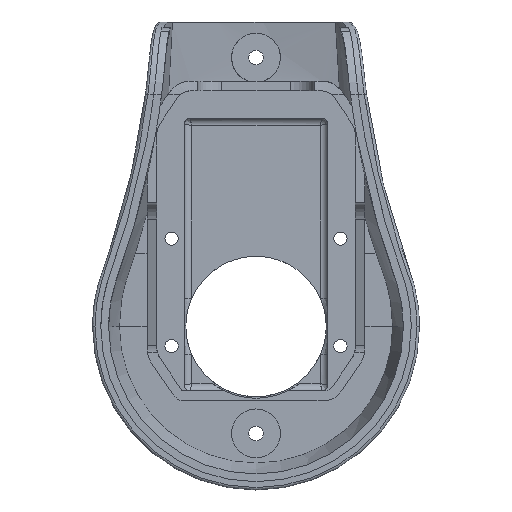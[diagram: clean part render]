
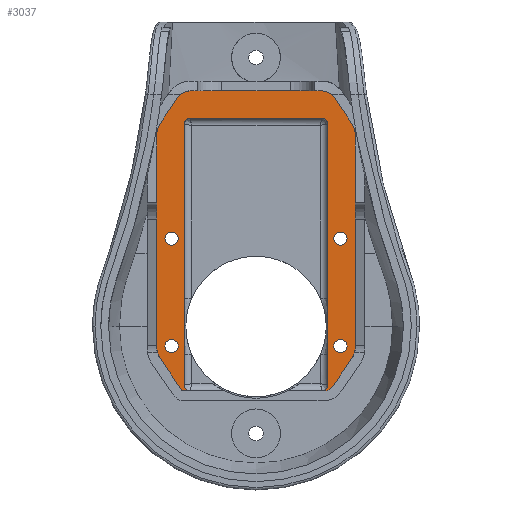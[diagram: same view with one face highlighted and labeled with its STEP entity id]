
A CAD part, left-side view. The second image highlights one B-rep face of the part: STEP entity #3037.
In plain terms, the highlighted planar face has unit normal (-1, 0, 0).
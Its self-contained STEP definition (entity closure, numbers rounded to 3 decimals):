
#67=PLANE('',#3265);
#226=LINE('',#8691,#437);
#234=LINE('',#8786,#445);
#266=LINE('',#9238,#477);
#267=LINE('',#9243,#478);
#268=LINE('',#9248,#479);
#269=LINE('',#9252,#480);
#270=LINE('',#9256,#481);
#271=LINE('',#9260,#482);
#272=LINE('',#9264,#483);
#273=LINE('',#9268,#484);
#274=LINE('',#9272,#485);
#275=LINE('',#9276,#486);
#437=VECTOR('',#3701,1000.);
#445=VECTOR('',#3721,1000.);
#477=VECTOR('',#3813,1000.);
#478=VECTOR('',#3818,1000.);
#479=VECTOR('',#3823,1000.);
#480=VECTOR('',#3826,1000.);
#481=VECTOR('',#3829,1000.);
#482=VECTOR('',#3832,1000.);
#483=VECTOR('',#3835,1000.);
#484=VECTOR('',#3838,1000.);
#485=VECTOR('',#3841,1000.);
#486=VECTOR('',#3844,1000.);
#701=FACE_BOUND('',#1084,.T.);
#702=FACE_BOUND('',#1085,.T.);
#703=FACE_BOUND('',#1086,.T.);
#704=FACE_BOUND('',#1087,.T.);
#879=FACE_OUTER_BOUND('',#1083,.T.);
#1083=EDGE_LOOP('',(#2561,#2562,#2563,#2564,#2565,#2566,#2567,#2568,#2569,
#2570,#2571,#2572,#2573,#2574,#2575,#2576,#2577,#2578,#2579,#2580,#2581,
#2582,#2583,#2584));
#1084=EDGE_LOOP('',(#2585));
#1085=EDGE_LOOP('',(#2586));
#1086=EDGE_LOOP('',(#2587));
#1087=EDGE_LOOP('',(#2588));
#1175=CIRCLE('',#3134,1.35);
#1179=CIRCLE('',#3140,1.35);
#1184=CIRCLE('',#3148,1.35);
#1188=CIRCLE('',#3154,1.35);
#1227=CIRCLE('',#3266,1.2);
#1228=CIRCLE('',#3267,1.2);
#1229=CIRCLE('',#3268,1.2);
#1230=CIRCLE('',#3269,1.2);
#1231=CIRCLE('',#3270,2.2);
#1232=CIRCLE('',#3271,3.2);
#1233=CIRCLE('',#3272,3.2);
#1234=CIRCLE('',#3273,3.2);
#1235=CIRCLE('',#3274,3.2);
#1236=CIRCLE('',#3275,3.2);
#1237=CIRCLE('',#3276,3.2);
#1238=CIRCLE('',#3277,0.767);
#1301=VERTEX_POINT('',#4355);
#1305=VERTEX_POINT('',#4365);
#1315=VERTEX_POINT('',#4425);
#1319=VERTEX_POINT('',#4435);
#1443=VERTEX_POINT('',#8688);
#1444=VERTEX_POINT('',#8690);
#1452=VERTEX_POINT('',#8783);
#1453=VERTEX_POINT('',#8785);
#1481=VERTEX_POINT('',#9236);
#1482=VERTEX_POINT('',#9237);
#1483=VERTEX_POINT('',#9240);
#1484=VERTEX_POINT('',#9242);
#1485=VERTEX_POINT('',#9245);
#1486=VERTEX_POINT('',#9247);
#1487=VERTEX_POINT('',#9249);
#1488=VERTEX_POINT('',#9251);
#1489=VERTEX_POINT('',#9253);
#1490=VERTEX_POINT('',#9255);
#1491=VERTEX_POINT('',#9257);
#1492=VERTEX_POINT('',#9259);
#1493=VERTEX_POINT('',#9261);
#1494=VERTEX_POINT('',#9263);
#1495=VERTEX_POINT('',#9265);
#1496=VERTEX_POINT('',#9267);
#1497=VERTEX_POINT('',#9269);
#1498=VERTEX_POINT('',#9271);
#1499=VERTEX_POINT('',#9273);
#1500=VERTEX_POINT('',#9275);
#1599=EDGE_CURVE('',#1301,#1301,#1175,.T.);
#1603=EDGE_CURVE('',#1305,#1305,#1179,.T.);
#1613=EDGE_CURVE('',#1315,#1315,#1184,.T.);
#1617=EDGE_CURVE('',#1319,#1319,#1188,.T.);
#1806=EDGE_CURVE('',#1443,#1444,#226,.T.);
#1820=EDGE_CURVE('',#1452,#1453,#234,.T.);
#1870=EDGE_CURVE('',#1481,#1482,#266,.T.);
#1871=EDGE_CURVE('',#1482,#1444,#1227,.T.);
#1872=EDGE_CURVE('',#1443,#1483,#1228,.T.);
#1873=EDGE_CURVE('',#1483,#1484,#267,.T.);
#1874=EDGE_CURVE('',#1484,#1453,#1229,.T.);
#1875=EDGE_CURVE('',#1452,#1485,#1230,.T.);
#1876=EDGE_CURVE('',#1485,#1486,#268,.T.);
#1877=EDGE_CURVE('',#1486,#1487,#1231,.T.);
#1878=EDGE_CURVE('',#1487,#1488,#269,.T.);
#1879=EDGE_CURVE('',#1488,#1489,#1232,.T.);
#1880=EDGE_CURVE('',#1489,#1490,#270,.T.);
#1881=EDGE_CURVE('',#1490,#1491,#1233,.T.);
#1882=EDGE_CURVE('',#1491,#1492,#271,.T.);
#1883=EDGE_CURVE('',#1492,#1493,#1234,.T.);
#1884=EDGE_CURVE('',#1493,#1494,#272,.T.);
#1885=EDGE_CURVE('',#1494,#1495,#1235,.T.);
#1886=EDGE_CURVE('',#1495,#1496,#273,.T.);
#1887=EDGE_CURVE('',#1496,#1497,#1236,.T.);
#1888=EDGE_CURVE('',#1497,#1498,#274,.T.);
#1889=EDGE_CURVE('',#1498,#1499,#1237,.T.);
#1890=EDGE_CURVE('',#1499,#1500,#275,.T.);
#1891=EDGE_CURVE('',#1500,#1481,#1238,.T.);
#2561=ORIENTED_EDGE('',*,*,#1870,.T.);
#2562=ORIENTED_EDGE('',*,*,#1871,.T.);
#2563=ORIENTED_EDGE('',*,*,#1806,.F.);
#2564=ORIENTED_EDGE('',*,*,#1872,.T.);
#2565=ORIENTED_EDGE('',*,*,#1873,.T.);
#2566=ORIENTED_EDGE('',*,*,#1874,.T.);
#2567=ORIENTED_EDGE('',*,*,#1820,.F.);
#2568=ORIENTED_EDGE('',*,*,#1875,.T.);
#2569=ORIENTED_EDGE('',*,*,#1876,.T.);
#2570=ORIENTED_EDGE('',*,*,#1877,.T.);
#2571=ORIENTED_EDGE('',*,*,#1878,.T.);
#2572=ORIENTED_EDGE('',*,*,#1879,.T.);
#2573=ORIENTED_EDGE('',*,*,#1880,.T.);
#2574=ORIENTED_EDGE('',*,*,#1881,.T.);
#2575=ORIENTED_EDGE('',*,*,#1882,.T.);
#2576=ORIENTED_EDGE('',*,*,#1883,.T.);
#2577=ORIENTED_EDGE('',*,*,#1884,.T.);
#2578=ORIENTED_EDGE('',*,*,#1885,.T.);
#2579=ORIENTED_EDGE('',*,*,#1886,.T.);
#2580=ORIENTED_EDGE('',*,*,#1887,.T.);
#2581=ORIENTED_EDGE('',*,*,#1888,.T.);
#2582=ORIENTED_EDGE('',*,*,#1889,.T.);
#2583=ORIENTED_EDGE('',*,*,#1890,.T.);
#2584=ORIENTED_EDGE('',*,*,#1891,.T.);
#2585=ORIENTED_EDGE('',*,*,#1617,.T.);
#2586=ORIENTED_EDGE('',*,*,#1613,.T.);
#2587=ORIENTED_EDGE('',*,*,#1603,.T.);
#2588=ORIENTED_EDGE('',*,*,#1599,.T.);
#3037=ADVANCED_FACE('',(#879,#701,#702,#703,#704),#67,.T.);
#3134=AXIS2_PLACEMENT_3D('',#4356,#3429,#3430);
#3140=AXIS2_PLACEMENT_3D('',#4366,#3441,#3442);
#3148=AXIS2_PLACEMENT_3D('',#4426,#3461,#3462);
#3154=AXIS2_PLACEMENT_3D('',#4436,#3473,#3474);
#3265=AXIS2_PLACEMENT_3D('',#9235,#3811,#3812);
#3266=AXIS2_PLACEMENT_3D('',#9239,#3814,#3815);
#3267=AXIS2_PLACEMENT_3D('',#9241,#3816,#3817);
#3268=AXIS2_PLACEMENT_3D('',#9244,#3819,#3820);
#3269=AXIS2_PLACEMENT_3D('',#9246,#3821,#3822);
#3270=AXIS2_PLACEMENT_3D('',#9250,#3824,#3825);
#3271=AXIS2_PLACEMENT_3D('',#9254,#3827,#3828);
#3272=AXIS2_PLACEMENT_3D('',#9258,#3830,#3831);
#3273=AXIS2_PLACEMENT_3D('',#9262,#3833,#3834);
#3274=AXIS2_PLACEMENT_3D('',#9266,#3836,#3837);
#3275=AXIS2_PLACEMENT_3D('',#9270,#3839,#3840);
#3276=AXIS2_PLACEMENT_3D('',#9274,#3842,#3843);
#3277=AXIS2_PLACEMENT_3D('',#9277,#3845,#3846);
#3429=DIRECTION('center_axis',(1.,0.,0.));
#3430=DIRECTION('ref_axis',(0.,0.,-1.));
#3441=DIRECTION('center_axis',(1.,0.,0.));
#3442=DIRECTION('ref_axis',(0.,0.,-1.));
#3461=DIRECTION('center_axis',(1.,0.,0.));
#3462=DIRECTION('ref_axis',(0.,0.,-1.));
#3473=DIRECTION('center_axis',(1.,0.,0.));
#3474=DIRECTION('ref_axis',(0.,0.,-1.));
#3701=DIRECTION('',(0.,0.,-1.));
#3721=DIRECTION('',(0.,0.,1.));
#3811=DIRECTION('center_axis',(-1.,0.,0.));
#3812=DIRECTION('ref_axis',(0.,0.,1.));
#3813=DIRECTION('',(0.,-1.,0.));
#3814=DIRECTION('center_axis',(1.,0.,0.));
#3815=DIRECTION('ref_axis',(0.,0.,1.));
#3816=DIRECTION('center_axis',(1.,0.,0.));
#3817=DIRECTION('ref_axis',(0.,0.,1.));
#3818=DIRECTION('',(0.,-1.,0.));
#3819=DIRECTION('center_axis',(1.,0.,0.));
#3820=DIRECTION('ref_axis',(0.,0.,1.));
#3821=DIRECTION('center_axis',(1.,0.,0.));
#3822=DIRECTION('ref_axis',(0.,0.,1.));
#3823=DIRECTION('',(0.,-1.,0.));
#3824=DIRECTION('center_axis',(-1.,0.,0.));
#3825=DIRECTION('ref_axis',(0.,0.,1.));
#3826=DIRECTION('',(0.,-0.562,0.827));
#3827=DIRECTION('center_axis',(-1.,0.,0.));
#3828=DIRECTION('ref_axis',(0.,0.,1.));
#3829=DIRECTION('',(0.,0.,1.));
#3830=DIRECTION('center_axis',(-1.,0.,0.));
#3831=DIRECTION('ref_axis',(0.,0.,1.));
#3832=DIRECTION('',(0.,0.562,0.827));
#3833=DIRECTION('center_axis',(-1.,0.,0.));
#3834=DIRECTION('ref_axis',(0.,0.,1.));
#3835=DIRECTION('',(0.,1.,0.));
#3836=DIRECTION('center_axis',(-1.,0.,0.));
#3837=DIRECTION('ref_axis',(0.,0.,1.));
#3838=DIRECTION('',(0.,0.562,-0.827));
#3839=DIRECTION('center_axis',(-1.,0.,0.));
#3840=DIRECTION('ref_axis',(0.,0.,1.));
#3841=DIRECTION('',(0.,0.,-1.));
#3842=DIRECTION('center_axis',(-1.,0.,0.));
#3843=DIRECTION('ref_axis',(0.,0.,1.));
#3844=DIRECTION('',(0.,-0.562,-0.827));
#3845=DIRECTION('center_axis',(-1.,0.,0.));
#3846=DIRECTION('ref_axis',(0.,0.,1.));
#4355=CARTESIAN_POINT('',(17.2,44.3,152.15));
#4356=CARTESIAN_POINT('Origin',(17.2,44.3,153.5));
#4365=CARTESIAN_POINT('',(17.2,9.7,152.15));
#4366=CARTESIAN_POINT('Origin',(17.2,9.7,153.5));
#4425=CARTESIAN_POINT('',(17.2,9.7,174.15));
#4426=CARTESIAN_POINT('Origin',(17.2,9.7,175.5));
#4435=CARTESIAN_POINT('',(17.2,44.3,174.15));
#4436=CARTESIAN_POINT('Origin',(17.2,44.3,175.5));
#8688=CARTESIAN_POINT('',(17.2,41.7,199.));
#8690=CARTESIAN_POINT('',(17.2,41.7,145.5));
#8691=CARTESIAN_POINT('',(17.2,41.7,157.5));
#8783=CARTESIAN_POINT('',(17.2,12.3,145.5));
#8785=CARTESIAN_POINT('',(17.2,12.3,199.));
#8786=CARTESIAN_POINT('',(17.2,12.3,157.5));
#9235=CARTESIAN_POINT('Origin',(17.2,44.1,197.177));
#9236=CARTESIAN_POINT('',(17.2,41.7,144.3));
#9237=CARTESIAN_POINT('',(17.2,40.5,144.3));
#9238=CARTESIAN_POINT('',(17.2,44.1,144.3));
#9239=CARTESIAN_POINT('Origin',(17.2,40.5,145.5));
#9240=CARTESIAN_POINT('',(17.2,40.5,200.2));
#9241=CARTESIAN_POINT('Origin',(17.2,40.5,199.));
#9242=CARTESIAN_POINT('',(17.2,13.5,200.2));
#9243=CARTESIAN_POINT('',(17.2,44.1,200.2));
#9244=CARTESIAN_POINT('Origin',(17.2,13.5,199.));
#9245=CARTESIAN_POINT('',(17.2,13.5,144.3));
#9246=CARTESIAN_POINT('Origin',(17.2,13.5,145.5));
#9247=CARTESIAN_POINT('',(17.2,13.059,144.3));
#9248=CARTESIAN_POINT('',(17.2,44.1,144.3));
#9249=CARTESIAN_POINT('',(17.2,11.239,145.263));
#9250=CARTESIAN_POINT('Origin',(17.2,13.059,146.5));
#9251=CARTESIAN_POINT('',(17.2,7.254,151.124));
#9252=CARTESIAN_POINT('',(17.2,11.239,145.263));
#9253=CARTESIAN_POINT('',(17.2,6.7,152.923));
#9254=CARTESIAN_POINT('Origin',(17.2,9.9,152.923));
#9255=CARTESIAN_POINT('',(17.2,6.7,197.177));
#9256=CARTESIAN_POINT('',(17.2,6.7,197.177));
#9257=CARTESIAN_POINT('',(17.2,7.254,198.976));
#9258=CARTESIAN_POINT('Origin',(17.2,9.9,197.177));
#9259=CARTESIAN_POINT('',(17.2,10.942,204.399));
#9260=CARTESIAN_POINT('',(17.2,7.254,198.976));
#9261=CARTESIAN_POINT('',(17.2,13.588,205.8));
#9262=CARTESIAN_POINT('Origin',(17.2,13.588,202.6));
#9263=CARTESIAN_POINT('',(17.2,40.412,205.8));
#9264=CARTESIAN_POINT('',(17.2,44.1,205.8));
#9265=CARTESIAN_POINT('',(17.2,43.058,204.399));
#9266=CARTESIAN_POINT('Origin',(17.2,40.412,202.6));
#9267=CARTESIAN_POINT('',(17.2,46.746,198.976));
#9268=CARTESIAN_POINT('',(17.2,43.058,204.399));
#9269=CARTESIAN_POINT('',(17.2,47.3,197.177));
#9270=CARTESIAN_POINT('Origin',(17.2,44.1,197.177));
#9271=CARTESIAN_POINT('',(17.2,47.3,152.923));
#9272=CARTESIAN_POINT('',(17.2,47.3,197.177));
#9273=CARTESIAN_POINT('',(17.2,46.746,151.124));
#9274=CARTESIAN_POINT('Origin',(17.2,44.1,152.923));
#9275=CARTESIAN_POINT('',(17.2,42.334,144.636));
#9276=CARTESIAN_POINT('',(17.2,46.746,151.124));
#9277=CARTESIAN_POINT('Origin',(17.2,41.7,145.067));
